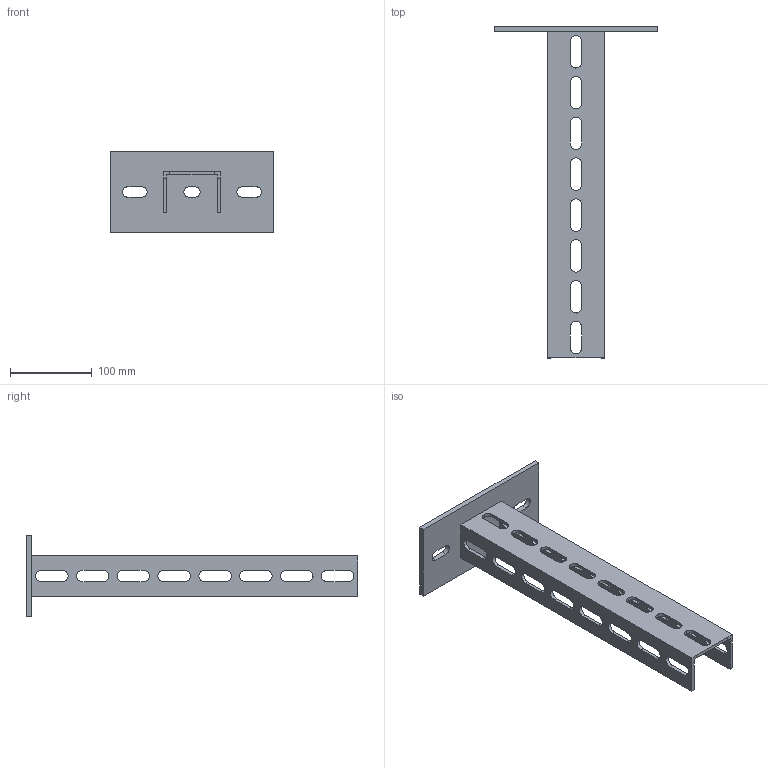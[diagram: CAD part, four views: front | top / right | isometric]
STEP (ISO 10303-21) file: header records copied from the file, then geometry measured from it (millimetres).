
FILE_DESCRIPTION (( 'STEP AP214' ), '1' );
FILE_NAME ('6338860.STP', '2020-05-08T11:17:17', ( '' ), ( '' ), 'SwSTEP 2.0', 'SolidWorks 2018', '' );
FILE_SCHEMA (( 'AUTOMOTIVE_DESIGN' ));
Length unit declared in the file: millimetre
Products named in the file (3): KTS 01.009-001_0400; 6338860; KTS 02.020-008_Standard
Assembly tree (2 placements, depth 2):
  6338860
    KTS 02.020-008_Standard
    KTS 01.009-001_0400
Bounding box: 200 x 406.5 x 100 mm (x, y, z)
Volume: 333425.2 mm3; surface area: 161816.3 mm2
Topology: 2 solids, 2 shells, 156 faces, 456 edges, 304 vertices
Faces by surface type: plane 78, cylinder 78
Entity records: 5434 total; most frequent: DIRECTION 934, CARTESIAN_POINT 921, ORIENTED_EDGE 912, EDGE_CURVE 456, AXIS2_PLACEMENT_3D 317, VERTEX_POINT 304, LINE 300, VECTOR 300
